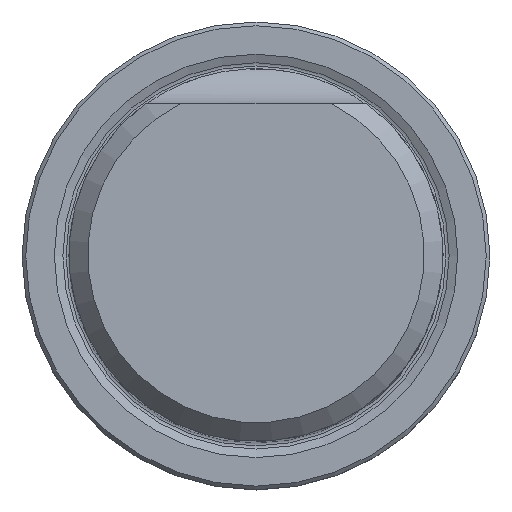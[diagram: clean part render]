
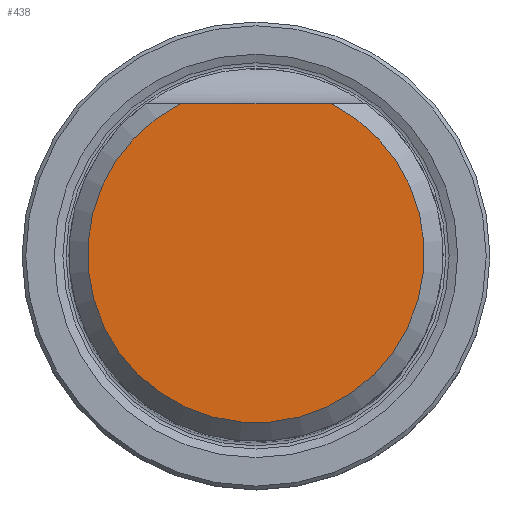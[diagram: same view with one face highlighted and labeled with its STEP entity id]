
A CAD part, top view. The second image highlights one B-rep face of the part: STEP entity #438.
In plain terms, the highlighted planar face has unit normal (0, 0, 1).
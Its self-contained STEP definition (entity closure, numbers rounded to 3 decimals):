
#315=PLANE('',#4589);
#438=ADVANCED_FACE('CU_SU_1',(#737),#315,.F.);
#737=FACE_OUTER_BOUND('',#973,.T.);
#973=EDGE_LOOP('',(#2177,#2178));
#1246=CIRCLE('',#4588,8.997);
#1370=LINE('',#6637,#1590);
#1590=VECTOR('',#5184,1.);
#2177=ORIENTED_EDGE('',*,*,#3802,.F.);
#2178=ORIENTED_EDGE('',*,*,#3803,.F.);
#3362=VERTEX_POINT('',#6635);
#3363=VERTEX_POINT('',#6636);
#3802=EDGE_CURVE('',#3362,#3363,#1246,.T.);
#3803=EDGE_CURVE('',#3363,#3362,#1370,.T.);
#4588=AXIS2_PLACEMENT_3D('',#6634,#5182,#5183);
#4589=AXIS2_PLACEMENT_3D('',#6638,#5185,#5186);
#5182=DIRECTION('',(0.,0.,-1.));
#5183=DIRECTION('',(0.,-1.,0.));
#5184=DIRECTION('',(1.,0.,0.));
#5185=DIRECTION('',(0.,0.,-1.));
#5186=DIRECTION('',(0.,-1.,0.));
#6634=CARTESIAN_POINT('',(0.,0.,50.));
#6635=CARTESIAN_POINT('',(4.011,8.053,50.));
#6636=CARTESIAN_POINT('',(-4.011,8.053,50.));
#6637=CARTESIAN_POINT('',(-9.997,8.053,50.));
#6638=CARTESIAN_POINT('',(0.,0.,50.));
